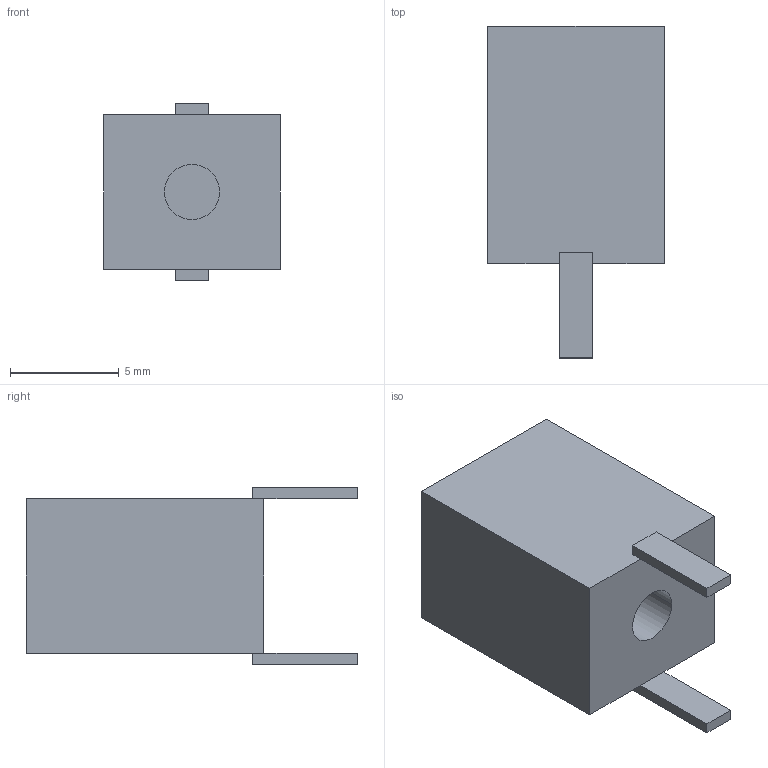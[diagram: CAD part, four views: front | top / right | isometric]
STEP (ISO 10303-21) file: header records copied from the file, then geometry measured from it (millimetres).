
FILE_DESCRIPTION (( 'STEP AP203' ), '1' );
FILE_NAME ('BK-6001.STEP', '2014-08-22T18:23:27', ( 'Intern' ), ( '' ), 'SwSTEP 2.0', 'SolidWorks 2012', '' );
FILE_SCHEMA (( 'CONFIG_CONTROL_DESIGN' ));
Length unit declared in the file: inch
Products named in the file (1): BK-6001
Bounding box: 8.13 x 15.24 x 8.13 mm (x, y, z)
Volume: 613.1 mm3; surface area: 528.3 mm2
Topology: 1 solids, 1 shells, 21 faces, 50 edges, 32 vertices
Faces by surface type: plane 19, cylinder 2
Entity records: 675 total; most frequent: CARTESIAN_POINT 104, ORIENTED_EDGE 100, DIRECTION 98, EDGE_CURVE 50, LINE 46, VECTOR 46, VERTEX_POINT 32, AXIS2_PLACEMENT_3D 26
